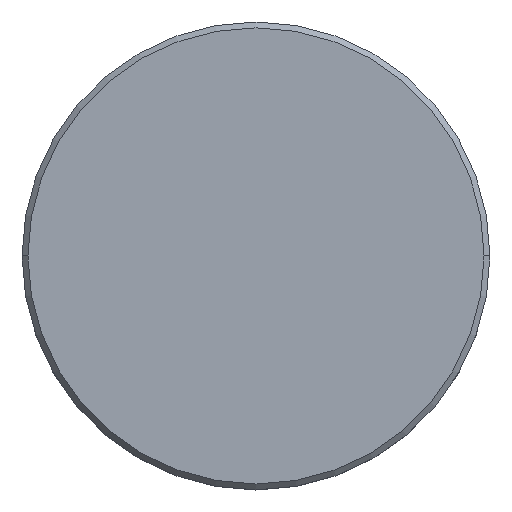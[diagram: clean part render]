
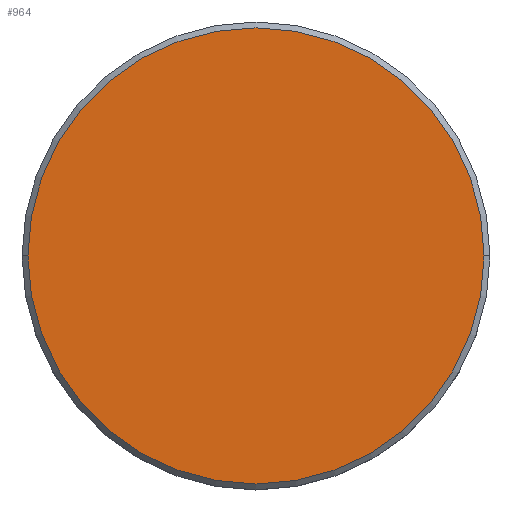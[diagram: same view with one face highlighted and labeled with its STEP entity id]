
A CAD part, top view. The second image highlights one B-rep face of the part: STEP entity #964.
In plain terms, the highlighted planar face has unit normal (0, 0, 1).
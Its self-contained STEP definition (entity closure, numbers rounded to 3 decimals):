
#17 = VERTEX_POINT ( 'NONE', #415 ) ;
#36 = DIRECTION ( 'NONE',  ( 0., 0., 1. ) ) ;
#52 = PLANE ( 'NONE',  #161 ) ;
#100 = EDGE_LOOP ( 'NONE', ( #1017, #473 ) ) ;
#161 = AXIS2_PLACEMENT_3D ( 'NONE', #398, #864, #773 ) ;
#289 = CARTESIAN_POINT ( 'NONE',  ( 0., 0., 0. ) ) ;
#313 = CARTESIAN_POINT ( 'NONE',  ( 0., 0., 0. ) ) ;
#353 = CIRCLE ( 'NONE', #973, 19.5 ) ;
#398 = CARTESIAN_POINT ( 'NONE',  ( 0., 0., 0. ) ) ;
#415 = CARTESIAN_POINT ( 'NONE',  ( 19.5, 0., 0. ) ) ;
#473 = ORIENTED_EDGE ( 'NONE', *, *, #921, .T. ) ;
#563 = DIRECTION ( 'NONE',  ( 0., 0., 1. ) ) ;
#613 = VERTEX_POINT ( 'NONE', #693 ) ;
#693 = CARTESIAN_POINT ( 'NONE',  ( -19.5, 0., 0. ) ) ;
#757 = DIRECTION ( 'NONE',  ( 1., 0., 0. ) ) ;
#773 = DIRECTION ( 'NONE',  ( 1., 0., 0. ) ) ;
#786 = CIRCLE ( 'NONE', #1035, 19.5 ) ;
#851 = EDGE_CURVE ( 'NONE', #613, #17, #786, .T. ) ;
#857 = FACE_OUTER_BOUND ( 'NONE', #100, .T. ) ;
#864 = DIRECTION ( 'NONE',  ( 0., 0., 1. ) ) ;
#921 = EDGE_CURVE ( 'NONE', #17, #613, #353, .T. ) ;
#964 = ADVANCED_FACE ( 'NONE', ( #857 ), #52, .T. ) ;
#973 = AXIS2_PLACEMENT_3D ( 'NONE', #289, #36, #757 ) ;
#1017 = ORIENTED_EDGE ( 'NONE', *, *, #851, .T. ) ;
#1035 = AXIS2_PLACEMENT_3D ( 'NONE', #313, #563, #1149 ) ;
#1149 = DIRECTION ( 'NONE',  ( 1., 0., 0. ) ) ;
